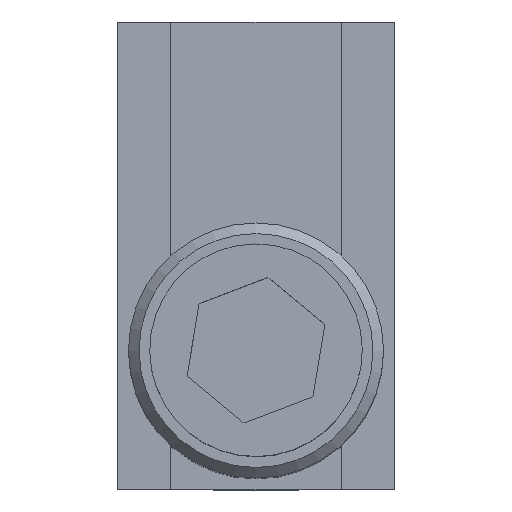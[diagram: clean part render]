
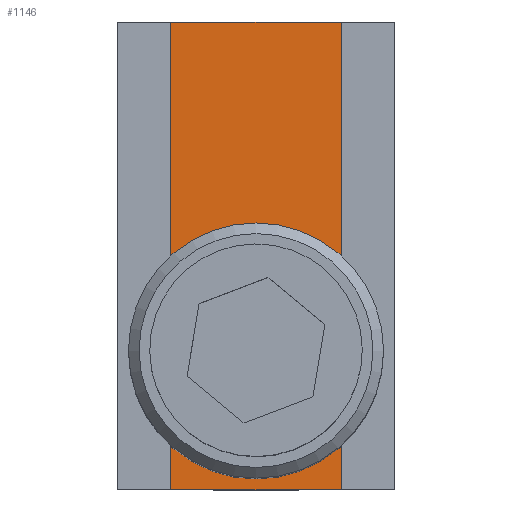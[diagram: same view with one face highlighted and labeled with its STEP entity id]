
A CAD part, top view. The second image highlights one B-rep face of the part: STEP entity #1146.
In plain terms, the highlighted face is planar.
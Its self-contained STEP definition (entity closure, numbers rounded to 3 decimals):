
#1037=CARTESIAN_POINT('',(-3.324,0.5,15.5));
#1038=VERTEX_POINT('',#1037);
#1039=CARTESIAN_POINT('',(0.0,0.5,15.5));
#1040=DIRECTION('',(0.0,-1.0,0.0));
#1041=DIRECTION('',(-1.0,0.0,0.0));
#1042=AXIS2_PLACEMENT_3D('',#1039,#1040,#1041);
#1043=CIRCLE('',#1042,3.324);
#1044=EDGE_CURVE('',#1038,#1038,#1043,.T.);
#1080=CARTESIAN_POINT('',(-4.0,0.5,22.0));
#1081=VERTEX_POINT('',#1080);
#1088=CARTESIAN_POINT('',(-4.0,0.5,0.0));
#1089=VERTEX_POINT('',#1088);
#1090=CARTESIAN_POINT('',(-4.0,0.5,0.0));
#1091=DIRECTION('',(0.0,0.0,1.0));
#1092=VECTOR('',#1091,22.0);
#1093=LINE('',#1090,#1092);
#1094=EDGE_CURVE('',#1089,#1081,#1093,.T.);
#1113=CARTESIAN_POINT('',(-4.0,0.5,0.0));
#1114=DIRECTION('',(0.0,1.0,0.0));
#1115=DIRECTION('',(0.0,0.0,1.0));
#1116=AXIS2_PLACEMENT_3D('',#1113,#1114,#1115);
#1117=PLANE('',#1116);
#1118=CARTESIAN_POINT('',(4.0,0.5,22.0));
#1119=VERTEX_POINT('',#1118);
#1120=CARTESIAN_POINT('',(-4.0,0.5,22.0));
#1121=DIRECTION('',(1.0,0.0,0.0));
#1122=VECTOR('',#1121,8.0);
#1123=LINE('',#1120,#1122);
#1124=EDGE_CURVE('',#1081,#1119,#1123,.T.);
#1125=ORIENTED_EDGE('',*,*,#1124,.T.);
#1126=CARTESIAN_POINT('',(4.0,0.5,0.0));
#1127=VERTEX_POINT('',#1126);
#1128=CARTESIAN_POINT('',(4.0,0.5,0.0));
#1129=DIRECTION('',(0.0,0.0,1.0));
#1130=VECTOR('',#1129,22.0);
#1131=LINE('',#1128,#1130);
#1132=EDGE_CURVE('',#1127,#1119,#1131,.T.);
#1133=ORIENTED_EDGE('',*,*,#1132,.F.);
#1134=CARTESIAN_POINT('',(-4.0,0.5,0.0));
#1135=DIRECTION('',(1.0,0.0,0.0));
#1136=VECTOR('',#1135,8.0);
#1137=LINE('',#1134,#1136);
#1138=EDGE_CURVE('',#1089,#1127,#1137,.T.);
#1139=ORIENTED_EDGE('',*,*,#1138,.F.);
#1140=ORIENTED_EDGE('',*,*,#1094,.T.);
#1141=EDGE_LOOP('',(#1125,#1133,#1139,#1140));
#1142=FACE_OUTER_BOUND('',#1141,.T.);
#1143=ORIENTED_EDGE('',*,*,#1044,.T.);
#1144=EDGE_LOOP('',(#1143));
#1145=FACE_BOUND('',#1144,.T.);
#1146=ADVANCED_FACE('',(#1142,#1145),#1117,.T.);
